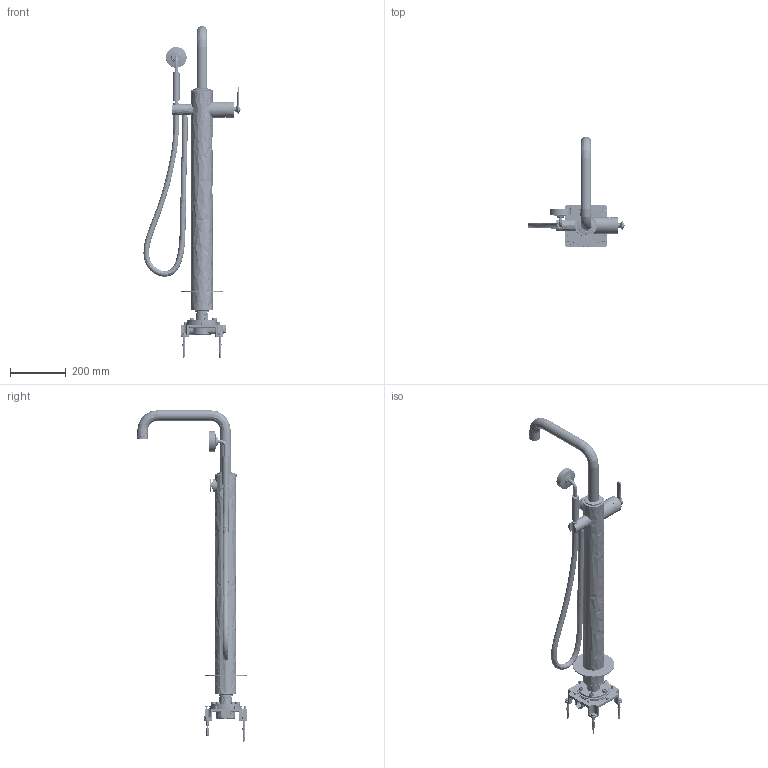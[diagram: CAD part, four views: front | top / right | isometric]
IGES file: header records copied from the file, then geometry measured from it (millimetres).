
Global section: file name: V7K36-LF; native system: Autodesk Inventor 2018; preprocessor: unknown; author: mgibbs; date: 20171129.112018; units: millimetre
Bounding box: 347.25 x 393.11 x 1188.2 mm (x, y, z)
Volume: 2449461.5 mm3; surface area: 1424964.9 mm2
Topology: 125 solids, 135 shells, 3930 faces, 10919 edges, 7577 vertices
Faces by surface type: bspline 3930
